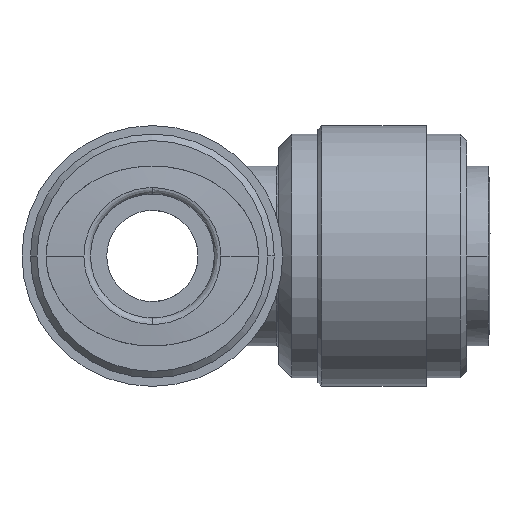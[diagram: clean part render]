
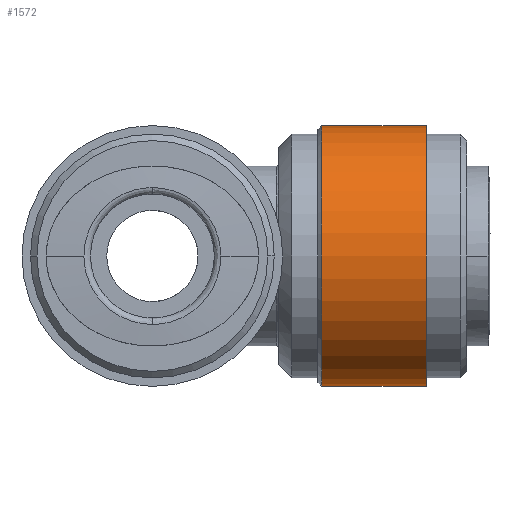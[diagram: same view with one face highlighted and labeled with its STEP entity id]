
A CAD part, left-side view. The second image highlights one B-rep face of the part: STEP entity #1572.
In plain terms, the highlighted cylindrical face has radius 10 mm (diameter 20 mm), a partial arc.
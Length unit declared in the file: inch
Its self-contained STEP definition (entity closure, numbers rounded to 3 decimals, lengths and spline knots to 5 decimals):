
#43 = EDGE_CURVE ( 'NONE', #676, #778, #1344, .T. ) ;
#251 = EDGE_CURVE ( 'NONE', #4470, #3930, #1084, .T. ) ;
#402 = EDGE_LOOP ( 'NONE', ( #3606, #3294, #2784, #1800 ) ) ;
#440 = DIRECTION ( 'NONE',  ( 0., 1., 0. ) ) ;
#455 = CARTESIAN_POINT ( 'NONE',  ( 0., -0.66929, -0.3937 ) ) ;
#474 = CARTESIAN_POINT ( 'NONE',  ( 0., -0.66929, 0.3937 ) ) ;
#562 = DIRECTION ( 'NONE',  ( 0., 1., 0. ) ) ;
#662 = EDGE_CURVE ( 'NONE', #778, #3930, #4184, .T. ) ;
#676 = VERTEX_POINT ( 'NONE', #4472 ) ;
#778 = VERTEX_POINT ( 'NONE', #1339 ) ;
#1010 = CYLINDRICAL_SURFACE ( 'NONE', #2020, 0.3937 ) ;
#1084 = CIRCLE ( 'NONE', #2958, 0.3937 ) ;
#1313 = CARTESIAN_POINT ( 'NONE',  ( 0., -0.51181, -0.3937 ) ) ;
#1339 = CARTESIAN_POINT ( 'NONE',  ( 0., -0.82677, 0.3937 ) ) ;
#1342 = AXIS2_PLACEMENT_3D ( 'NONE', #4639, #2270, #5032 ) ;
#1344 = CIRCLE ( 'NONE', #1342, 0.3937 ) ;
#1503 = LINE ( 'NONE', #455, #4544 ) ;
#1572 = ADVANCED_FACE ( 'NONE', ( #4311 ), #1010, .T. ) ;
#1704 = CARTESIAN_POINT ( 'NONE',  ( 0., -0.51181, 0. ) ) ;
#1800 = ORIENTED_EDGE ( 'NONE', *, *, #251, .F. ) ;
#2020 = AXIS2_PLACEMENT_3D ( 'NONE', #2575, #562, #2168 ) ;
#2103 = DIRECTION ( 'NONE',  ( -1., 0., 0. ) ) ;
#2168 = DIRECTION ( 'NONE',  ( 0., 0., 1. ) ) ;
#2270 = DIRECTION ( 'NONE',  ( 0., 1., 0. ) ) ;
#2575 = CARTESIAN_POINT ( 'NONE',  ( 0., -0.66929, 0. ) ) ;
#2651 = EDGE_CURVE ( 'NONE', #676, #4470, #1503, .T. ) ;
#2784 = ORIENTED_EDGE ( 'NONE', *, *, #662, .T. ) ;
#2958 = AXIS2_PLACEMENT_3D ( 'NONE', #1704, #4475, #2103 ) ;
#3157 = VECTOR ( 'NONE', #4044, 39.37008 ) ;
#3294 = ORIENTED_EDGE ( 'NONE', *, *, #43, .T. ) ;
#3606 = ORIENTED_EDGE ( 'NONE', *, *, #2651, .F. ) ;
#3930 = VERTEX_POINT ( 'NONE', #5082 ) ;
#4044 = DIRECTION ( 'NONE',  ( 0., 1., 0. ) ) ;
#4184 = LINE ( 'NONE', #474, #3157 ) ;
#4311 = FACE_OUTER_BOUND ( 'NONE', #402, .T. ) ;
#4470 = VERTEX_POINT ( 'NONE', #1313 ) ;
#4472 = CARTESIAN_POINT ( 'NONE',  ( 0., -0.82677, -0.3937 ) ) ;
#4475 = DIRECTION ( 'NONE',  ( 0., 1., 0. ) ) ;
#4544 = VECTOR ( 'NONE', #440, 39.37008 ) ;
#4639 = CARTESIAN_POINT ( 'NONE',  ( 0., -0.82677, 0. ) ) ;
#5032 = DIRECTION ( 'NONE',  ( 0., 0., 1. ) ) ;
#5082 = CARTESIAN_POINT ( 'NONE',  ( 0., -0.51181, 0.3937 ) ) ;
